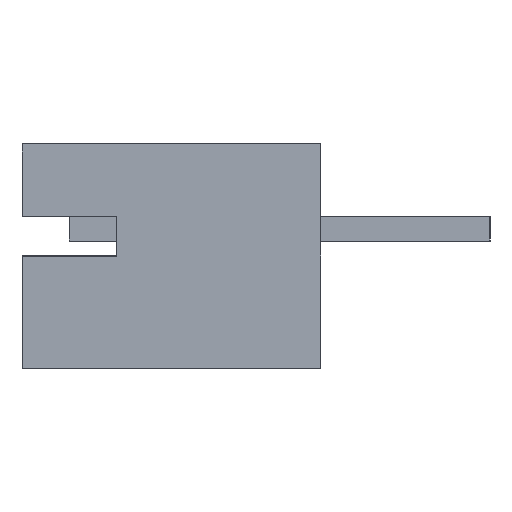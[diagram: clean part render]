
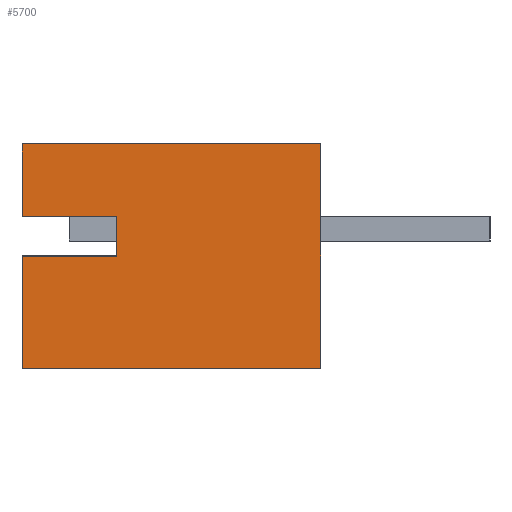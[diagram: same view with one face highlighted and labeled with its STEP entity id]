
A CAD part, left-side view. The second image highlights one B-rep face of the part: STEP entity #5700.
In plain terms, the highlighted planar face has unit normal (-1, 0, 0).
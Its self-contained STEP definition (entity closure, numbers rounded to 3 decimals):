
#9 = EDGE_CURVE ( 'NONE', #1919, #74, #2990, .T. ) ;
#24 = VERTEX_POINT ( 'NONE', #3032 ) ;
#74 = VERTEX_POINT ( 'NONE', #3092 ) ;
#76 = ORIENTED_EDGE ( 'NONE', *, *, #1892, .T. ) ;
#77 = ORIENTED_EDGE ( 'NONE', *, *, #5524, .T. ) ;
#78 = ORIENTED_EDGE ( 'NONE', *, *, #3168, .T. ) ;
#79 = ORIENTED_EDGE ( 'NONE', *, *, #5699, .T. ) ;
#120 = EDGE_CURVE ( 'NONE', #74, #24, #3270, .T. ) ;
#1293 = CARTESIAN_POINT ( 'NONE',  ( 10.95, 6., 2.25 ) ) ;
#1298 = LINE ( 'NONE', #1293, #1347 ) ;
#1345 = CARTESIAN_POINT ( 'NONE',  ( 10.95, 6., 2.25 ) ) ;
#1346 = DIRECTION ( 'NONE',  ( 0., 1., 0. ) ) ;
#1347 = VECTOR ( 'NONE', #1346, 1000. ) ;
#1372 = DIRECTION ( 'NONE',  ( 0., 0., -1. ) ) ;
#1373 = VECTOR ( 'NONE', #1372, 1000. ) ;
#1374 = CARTESIAN_POINT ( 'NONE',  ( 10.95, 4.1, 2.25 ) ) ;
#1375 = LINE ( 'NONE', #1374, #1373 ) ;
#1441 = CARTESIAN_POINT ( 'NONE',  ( 10.95, 0., 0. ) ) ;
#1442 = CARTESIAN_POINT ( 'NONE',  ( 10.95, 6., 0. ) ) ;
#1462 = DIRECTION ( 'NONE',  ( 0., -1., 0. ) ) ;
#1463 = VECTOR ( 'NONE', #1462, 1000. ) ;
#1464 = CARTESIAN_POINT ( 'NONE',  ( 10.95, 0., 0. ) ) ;
#1465 = LINE ( 'NONE', #1464, #1463 ) ;
#1729 = FACE_OUTER_BOUND ( 'NONE', #5697, .T. ) ;
#1730 = DIRECTION ( 'NONE',  ( 0., 0., -1. ) ) ;
#1731 = VECTOR ( 'NONE', #1730, 1000. ) ;
#1732 = CARTESIAN_POINT ( 'NONE',  ( 10.95, 6., 0. ) ) ;
#1733 = LINE ( 'NONE', #1732, #1731 ) ;
#1769 = DIRECTION ( 'NONE',  ( 0., 0., -1. ) ) ;
#1770 = DIRECTION ( 'NONE',  ( 1., 0., 0. ) ) ;
#1771 = CARTESIAN_POINT ( 'NONE',  ( 10.95, 6., 0. ) ) ;
#1772 = AXIS2_PLACEMENT_3D ( 'NONE', #1771, #1770, #1769 ) ;
#1773 = PLANE ( 'NONE',  #1772 ) ;
#1873 = VERTEX_POINT ( 'NONE', #3275 ) ;
#1877 = VERTEX_POINT ( 'NONE', #3329 ) ;
#1892 = EDGE_CURVE ( 'NONE', #24, #1873, #3384, .T. ) ;
#1919 = VERTEX_POINT ( 'NONE', #3399 ) ;
#1921 = EDGE_CURVE ( 'NONE', #5557, #1919, #3398, .T. ) ;
#2987 = DIRECTION ( 'NONE',  ( 0., 1., 0. ) ) ;
#2988 = VECTOR ( 'NONE', #2987, 1000. ) ;
#2989 = CARTESIAN_POINT ( 'NONE',  ( 10.95, 0., 4.5 ) ) ;
#2990 = LINE ( 'NONE', #2989, #2988 ) ;
#3032 = CARTESIAN_POINT ( 'NONE',  ( 10.95, 6., 3.05 ) ) ;
#3092 = CARTESIAN_POINT ( 'NONE',  ( 10.95, 6., 4.5 ) ) ;
#3168 = EDGE_CURVE ( 'NONE', #1877, #3448, #1298, .T. ) ;
#3267 = DIRECTION ( 'NONE',  ( 0., 0., -1. ) ) ;
#3268 = VECTOR ( 'NONE', #3267, 1000. ) ;
#3269 = CARTESIAN_POINT ( 'NONE',  ( 10.95, 6., 3.05 ) ) ;
#3270 = LINE ( 'NONE', #3269, #3268 ) ;
#3275 = CARTESIAN_POINT ( 'NONE',  ( 10.95, 4.1, 3.05 ) ) ;
#3329 = CARTESIAN_POINT ( 'NONE',  ( 10.95, 4.1, 2.25 ) ) ;
#3381 = DIRECTION ( 'NONE',  ( 0., -1., 0. ) ) ;
#3382 = VECTOR ( 'NONE', #3381, 1000. ) ;
#3383 = CARTESIAN_POINT ( 'NONE',  ( 10.95, 4.1, 3.05 ) ) ;
#3384 = LINE ( 'NONE', #3383, #3382 ) ;
#3395 = DIRECTION ( 'NONE',  ( 0., 0., 1. ) ) ;
#3396 = VECTOR ( 'NONE', #3395, 1000. ) ;
#3397 = CARTESIAN_POINT ( 'NONE',  ( 10.95, 0., 0. ) ) ;
#3398 = LINE ( 'NONE', #3397, #3396 ) ;
#3399 = CARTESIAN_POINT ( 'NONE',  ( 10.95, 0., 4.5 ) ) ;
#3448 = VERTEX_POINT ( 'NONE', #1345 ) ;
#5524 = EDGE_CURVE ( 'NONE', #1873, #1877, #1375, .T. ) ;
#5554 = VERTEX_POINT ( 'NONE', #1442 ) ;
#5557 = VERTEX_POINT ( 'NONE', #1441 ) ;
#5562 = EDGE_CURVE ( 'NONE', #5554, #5557, #1465, .T. ) ;
#5689 = ORIENTED_EDGE ( 'NONE', *, *, #9, .T. ) ;
#5690 = ORIENTED_EDGE ( 'NONE', *, *, #120, .T. ) ;
#5693 = ORIENTED_EDGE ( 'NONE', *, *, #1921, .T. ) ;
#5696 = ORIENTED_EDGE ( 'NONE', *, *, #5562, .T. ) ;
#5697 = EDGE_LOOP ( 'NONE', ( #5696, #5693, #5689, #5690, #76, #77, #78, #79 ) ) ;
#5699 = EDGE_CURVE ( 'NONE', #3448, #5554, #1733, .T. ) ;
#5700 = ADVANCED_FACE ( 'NONE', ( #1729 ), #1773, .F. ) ;
